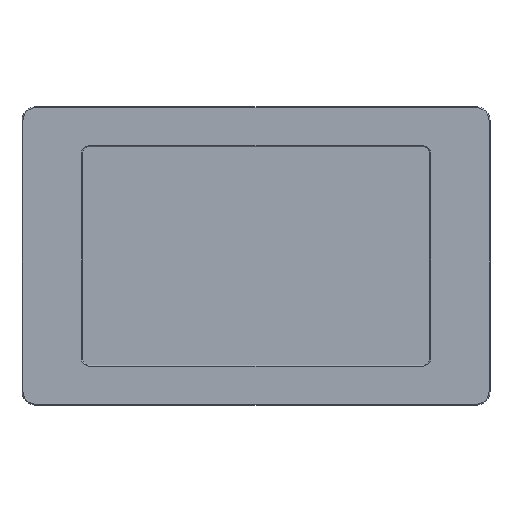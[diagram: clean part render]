
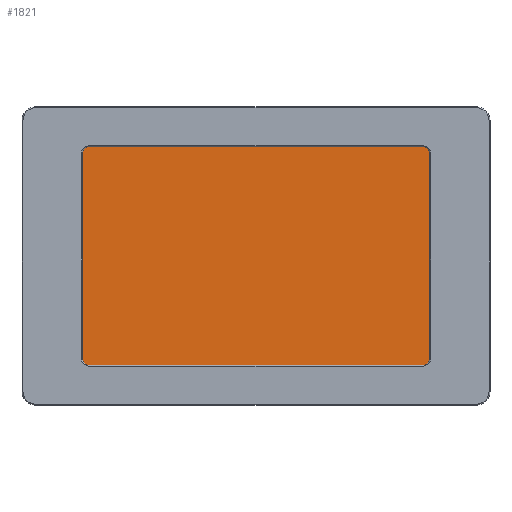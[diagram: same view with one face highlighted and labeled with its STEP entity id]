
A CAD part, top view. The second image highlights one B-rep face of the part: STEP entity #1821.
In plain terms, the highlighted planar face has unit normal (0, 0, 1).
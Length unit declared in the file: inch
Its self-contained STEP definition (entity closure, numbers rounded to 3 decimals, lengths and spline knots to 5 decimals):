
#83=FACE_OUTER_BOUND('',#200,.T.);
#200=EDGE_LOOP('',(#1239,#1240,#1241,#1242,#1243,#1244,#1245,#1246));
#339=LINE('',#2829,#515);
#340=LINE('',#2833,#516);
#341=LINE('',#2837,#517);
#342=LINE('',#2840,#518);
#515=VECTOR('',#2214,0.3937);
#516=VECTOR('',#2217,0.3937);
#517=VECTOR('',#2220,0.3937);
#518=VECTOR('',#2223,0.3937);
#691=CIRCLE('',#1971,0.26);
#692=CIRCLE('',#1972,0.26);
#693=CIRCLE('',#1973,0.26);
#694=CIRCLE('',#1974,0.26);
#799=VERTEX_POINT('',#2825);
#800=VERTEX_POINT('',#2826);
#801=VERTEX_POINT('',#2828);
#802=VERTEX_POINT('',#2830);
#803=VERTEX_POINT('',#2832);
#804=VERTEX_POINT('',#2834);
#805=VERTEX_POINT('',#2836);
#806=VERTEX_POINT('',#2838);
#967=EDGE_CURVE('',#799,#800,#691,.T.);
#968=EDGE_CURVE('',#801,#799,#339,.T.);
#969=EDGE_CURVE('',#802,#801,#692,.T.);
#970=EDGE_CURVE('',#803,#802,#340,.T.);
#971=EDGE_CURVE('',#804,#803,#693,.T.);
#972=EDGE_CURVE('',#805,#804,#341,.T.);
#973=EDGE_CURVE('',#806,#805,#694,.T.);
#974=EDGE_CURVE('',#800,#806,#342,.T.);
#1239=ORIENTED_EDGE('',*,*,#967,.F.);
#1240=ORIENTED_EDGE('',*,*,#968,.F.);
#1241=ORIENTED_EDGE('',*,*,#969,.F.);
#1242=ORIENTED_EDGE('',*,*,#970,.F.);
#1243=ORIENTED_EDGE('',*,*,#971,.F.);
#1244=ORIENTED_EDGE('',*,*,#972,.F.);
#1245=ORIENTED_EDGE('',*,*,#973,.F.);
#1246=ORIENTED_EDGE('',*,*,#974,.F.);
#1760=PLANE('',#1970);
#1821=ADVANCED_FACE('',(#83),#1760,.T.);
#1970=AXIS2_PLACEMENT_3D('',#2824,#2210,#2211);
#1971=AXIS2_PLACEMENT_3D('',#2827,#2212,#2213);
#1972=AXIS2_PLACEMENT_3D('',#2831,#2215,#2216);
#1973=AXIS2_PLACEMENT_3D('',#2835,#2218,#2219);
#1974=AXIS2_PLACEMENT_3D('',#2839,#2221,#2222);
#2210=DIRECTION('center_axis',(0.,0.,1.));
#2211=DIRECTION('ref_axis',(1.,0.,0.));
#2212=DIRECTION('center_axis',(0.,0.,-1.));
#2213=DIRECTION('ref_axis',(-1.,0.,0.));
#2214=DIRECTION('',(-1.,0.,0.));
#2215=DIRECTION('center_axis',(0.,0.,-1.));
#2216=DIRECTION('ref_axis',(0.,-1.,0.));
#2217=DIRECTION('',(0.,-1.,0.));
#2218=DIRECTION('center_axis',(0.,0.,-1.));
#2219=DIRECTION('ref_axis',(1.,0.,0.));
#2220=DIRECTION('',(1.,0.,0.));
#2221=DIRECTION('center_axis',(0.,0.,-1.));
#2222=DIRECTION('ref_axis',(0.,1.,0.));
#2223=DIRECTION('',(0.,1.,0.));
#2824=CARTESIAN_POINT('Origin',(6.30829,-2.77656,0.4602));
#2825=CARTESIAN_POINT('',(1.76,-5.93681,0.4602));
#2826=CARTESIAN_POINT('',(1.5,-5.67681,0.4602));
#2827=CARTESIAN_POINT('Origin',(1.76,-5.67681,0.4602));
#2828=CARTESIAN_POINT('',(11.111,-5.93681,0.4602));
#2829=CARTESIAN_POINT('',(8.70965,-5.93681,0.4602));
#2830=CARTESIAN_POINT('',(11.371,-5.67681,0.4602));
#2831=CARTESIAN_POINT('Origin',(11.111,-5.67681,0.4602));
#2832=CARTESIAN_POINT('',(11.371,0.12519,0.4602));
#2833=CARTESIAN_POINT('',(11.371,-1.32568,0.4602));
#2834=CARTESIAN_POINT('',(11.111,0.38519,0.4602));
#2835=CARTESIAN_POINT('Origin',(11.111,0.12519,0.4602));
#2836=CARTESIAN_POINT('',(1.76,0.38519,0.4602));
#2837=CARTESIAN_POINT('',(4.03415,0.38519,0.4602));
#2838=CARTESIAN_POINT('',(1.5,0.12519,0.4602));
#2839=CARTESIAN_POINT('Origin',(1.76,0.12519,0.4602));
#2840=CARTESIAN_POINT('',(1.5,-4.22668,0.4602));
